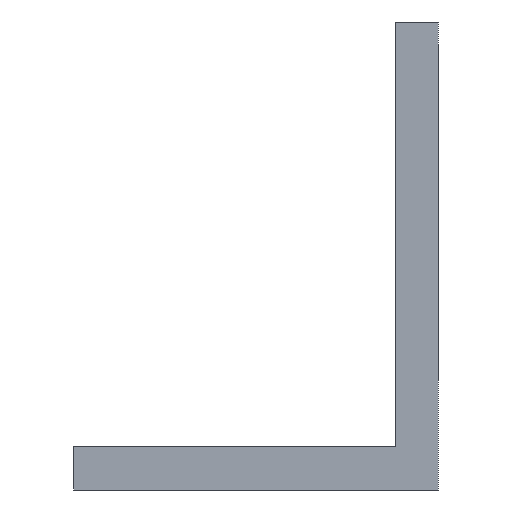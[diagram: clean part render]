
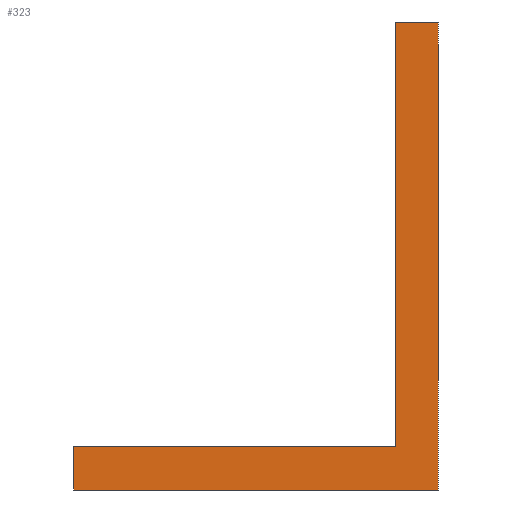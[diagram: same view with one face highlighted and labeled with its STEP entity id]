
A CAD part, left-side view. The second image highlights one B-rep face of the part: STEP entity #323.
In plain terms, the highlighted planar face has unit normal (-1, 0, 0).
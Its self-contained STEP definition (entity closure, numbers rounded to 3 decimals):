
#33=FACE_OUTER_BOUND('',#53,.T.);
#53=EDGE_LOOP('',(#283,#284,#285,#286,#287,#288));
#80=LINE('',#485,#122);
#85=LINE('',#494,#127);
#88=LINE('',#500,#130);
#92=LINE('',#509,#134);
#95=LINE('',#514,#137);
#96=LINE('',#516,#138);
#122=VECTOR('',#400,10.);
#127=VECTOR('',#407,10.);
#130=VECTOR('',#412,10.);
#134=VECTOR('',#418,10.);
#137=VECTOR('',#425,10.);
#138=VECTOR('',#428,10.);
#156=VERTEX_POINT('',#482);
#157=VERTEX_POINT('',#484);
#160=VERTEX_POINT('',#492);
#162=VERTEX_POINT('',#498);
#163=VERTEX_POINT('',#502);
#166=VERTEX_POINT('',#507);
#192=EDGE_CURVE('',#156,#157,#80,.T.);
#197=EDGE_CURVE('',#156,#160,#85,.T.);
#200=EDGE_CURVE('',#162,#160,#88,.T.);
#204=EDGE_CURVE('',#166,#163,#92,.T.);
#207=EDGE_CURVE('',#157,#166,#95,.T.);
#208=EDGE_CURVE('',#162,#163,#96,.T.);
#283=ORIENTED_EDGE('',*,*,#208,.T.);
#284=ORIENTED_EDGE('',*,*,#204,.F.);
#285=ORIENTED_EDGE('',*,*,#207,.F.);
#286=ORIENTED_EDGE('',*,*,#192,.F.);
#287=ORIENTED_EDGE('',*,*,#197,.T.);
#288=ORIENTED_EDGE('',*,*,#200,.F.);
#307=PLANE('',#353);
#323=ADVANCED_FACE('',(#33),#307,.F.);
#353=AXIS2_PLACEMENT_3D('',#515,#426,#427);
#400=DIRECTION('',(0.,-1.,0.));
#407=DIRECTION('',(0.,0.,-1.));
#412=DIRECTION('',(0.,-1.,0.));
#418=DIRECTION('',(0.,1.,0.));
#425=DIRECTION('',(0.,0.,-1.));
#426=DIRECTION('center_axis',(1.,0.,0.));
#427=DIRECTION('ref_axis',(0.,0.,-1.));
#428=DIRECTION('',(0.,0.,-1.));
#482=CARTESIAN_POINT('',(0.,9.,97.9));
#484=CARTESIAN_POINT('',(0.,0.,97.9));
#485=CARTESIAN_POINT('',(0.,4.5,97.9));
#492=CARTESIAN_POINT('',(0.,9.,9.));
#494=CARTESIAN_POINT('',(0.,9.,53.45));
#498=CARTESIAN_POINT('',(0.,76.2,9.));
#500=CARTESIAN_POINT('',(0.,38.1,9.));
#502=CARTESIAN_POINT('',(0.,76.2,0.));
#507=CARTESIAN_POINT('',(0.,0.,0.));
#509=CARTESIAN_POINT('',(0.,38.1,0.));
#514=CARTESIAN_POINT('',(0.,0.,53.45));
#515=CARTESIAN_POINT('Origin',(0.,38.1,4.5));
#516=CARTESIAN_POINT('',(0.,76.2,4.5));
